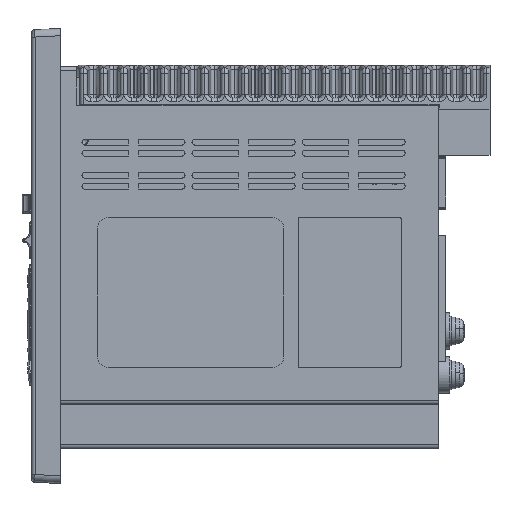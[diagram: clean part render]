
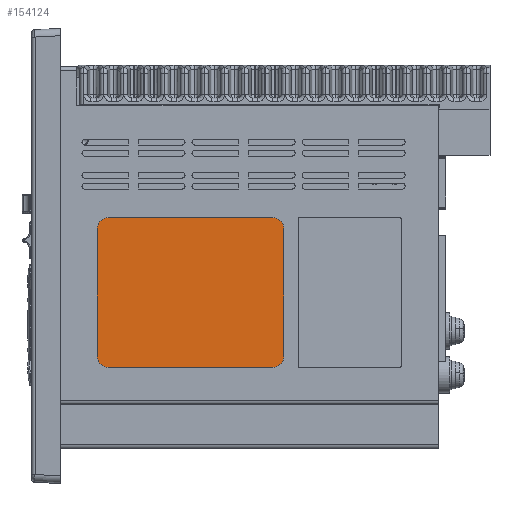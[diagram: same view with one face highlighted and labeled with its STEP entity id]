
A CAD part, top view. The second image highlights one B-rep face of the part: STEP entity #154124.
In plain terms, the highlighted planar face has unit normal (0, 0, 1).
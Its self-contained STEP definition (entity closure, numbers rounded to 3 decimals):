
#4213 = DIRECTION ( 'NONE',  ( 1., 0., 0. ) ) ;
#5587 = DIRECTION ( 'NONE',  ( 0., 0., -1. ) ) ;
#6762 = DIRECTION ( 'NONE',  ( 0., 0., -1. ) ) ;
#6985 = CARTESIAN_POINT ( 'NONE',  ( 68.75, 0., 0.7 ) ) ;
#7007 = VERTEX_POINT ( 'NONE', #131165 ) ;
#7196 = ORIENTED_EDGE ( 'NONE', *, *, #204903, .F. ) ;
#9084 = VERTEX_POINT ( 'NONE', #165335 ) ;
#9100 = LINE ( 'NONE', #60476, #176169 ) ;
#10286 = CARTESIAN_POINT ( 'NONE',  ( 20.95, -38.6, 0.7 ) ) ;
#10525 = CIRCLE ( 'NONE', #118847, 3. ) ;
#17010 = ORIENTED_EDGE ( 'NONE', *, *, #88802, .F. ) ;
#18536 = DIRECTION ( 'NONE',  ( 0., -1., 0. ) ) ;
#29756 = CIRCLE ( 'NONE', #110034, 3. ) ;
#31747 = VECTOR ( 'NONE', #39537, 1000. ) ;
#33438 = EDGE_LOOP ( 'NONE', ( #101567, #69959, #7196, #72526, #88548, #127005, #95462, #17010 ) ) ;
#39537 = DIRECTION ( 'NONE',  ( 1., 0., 0. ) ) ;
#46220 = DIRECTION ( 'NONE',  ( 1., 0., 0. ) ) ;
#54830 = LINE ( 'NONE', #116274, #168775 ) ;
#60476 = CARTESIAN_POINT ( 'NONE',  ( 0., -38.6, 0.7 ) ) ;
#61838 = PLANE ( 'NONE',  #202508 ) ;
#66030 = DIRECTION ( 'NONE',  ( 0., 0., -1. ) ) ;
#69959 = ORIENTED_EDGE ( 'NONE', *, *, #96213, .T. ) ;
#70462 = EDGE_CURVE ( 'NONE', #85134, #133805, #80594, .T. ) ;
#72202 = CARTESIAN_POINT ( 'NONE',  ( 0., -79.4, 0.7 ) ) ;
#72234 = VERTEX_POINT ( 'NONE', #172598 ) ;
#72425 = CARTESIAN_POINT ( 'NONE',  ( 68.75, -76.4, 0.7 ) ) ;
#72526 = ORIENTED_EDGE ( 'NONE', *, *, #102221, .T. ) ;
#80418 = AXIS2_PLACEMENT_3D ( 'NONE', #162901, #66030, #179148 ) ;
#80594 = CIRCLE ( 'NONE', #80418, 3. ) ;
#85134 = VERTEX_POINT ( 'NONE', #194703 ) ;
#88548 = ORIENTED_EDGE ( 'NONE', *, *, #206472, .F. ) ;
#88802 = EDGE_CURVE ( 'NONE', #133805, #72234, #9100, .T. ) ;
#95462 = ORIENTED_EDGE ( 'NONE', *, *, #136810, .F. ) ;
#96213 = EDGE_CURVE ( 'NONE', #85134, #9084, #54830, .T. ) ;
#100197 = EDGE_CURVE ( 'NONE', #175463, #173233, #169247, .T. ) ;
#101210 = DIRECTION ( 'NONE',  ( 0., 0., -1. ) ) ;
#101567 = ORIENTED_EDGE ( 'NONE', *, *, #70462, .F. ) ;
#102221 = EDGE_CURVE ( 'NONE', #7007, #184116, #188742, .T. ) ;
#102552 = CARTESIAN_POINT ( 'NONE',  ( 20.95, -76.4, 0.7 ) ) ;
#103756 = CARTESIAN_POINT ( 'NONE',  ( 65.75, -41.6, 0.7 ) ) ;
#109963 = CARTESIAN_POINT ( 'NONE',  ( 0., 0., 0.7 ) ) ;
#110034 = AXIS2_PLACEMENT_3D ( 'NONE', #198149, #101210, #4213 ) ;
#116274 = CARTESIAN_POINT ( 'NONE',  ( 17.95, 0., 0.7 ) ) ;
#118847 = AXIS2_PLACEMENT_3D ( 'NONE', #103756, #6762, #120039 ) ;
#118866 = DIRECTION ( 'NONE',  ( 1., 0., 0. ) ) ;
#120039 = DIRECTION ( 'NONE',  ( 1., 0., 0. ) ) ;
#120262 = DIRECTION ( 'NONE',  ( 0., -1., 0. ) ) ;
#126210 = VECTOR ( 'NONE', #120262, 1000. ) ;
#127005 = ORIENTED_EDGE ( 'NONE', *, *, #100197, .F. ) ;
#129089 = CIRCLE ( 'NONE', #184422, 3. ) ;
#131165 = CARTESIAN_POINT ( 'NONE',  ( 20.95, -79.4, 0.7 ) ) ;
#133805 = VERTEX_POINT ( 'NONE', #10286 ) ;
#135700 = CARTESIAN_POINT ( 'NONE',  ( 65.75, -79.4, 0.7 ) ) ;
#136810 = EDGE_CURVE ( 'NONE', #72234, #175463, #10525, .T. ) ;
#143183 = DIRECTION ( 'NONE',  ( 0., 0., 1. ) ) ;
#146530 = FACE_OUTER_BOUND ( 'NONE', #33438, .T. ) ;
#154124 = ADVANCED_FACE ( 'NONE', ( #146530 ), #61838, .T. ) ;
#157450 = DIRECTION ( 'NONE',  ( 1., 0., 0. ) ) ;
#162901 = CARTESIAN_POINT ( 'NONE',  ( 20.95, -41.6, 0.7 ) ) ;
#165335 = CARTESIAN_POINT ( 'NONE',  ( 17.95, -76.4, 0.7 ) ) ;
#168775 = VECTOR ( 'NONE', #18536, 1000. ) ;
#169247 = LINE ( 'NONE', #6985, #126210 ) ;
#172598 = CARTESIAN_POINT ( 'NONE',  ( 65.75, -38.6, 0.7 ) ) ;
#173233 = VERTEX_POINT ( 'NONE', #72425 ) ;
#175463 = VERTEX_POINT ( 'NONE', #190938 ) ;
#176169 = VECTOR ( 'NONE', #157450, 1000. ) ;
#179148 = DIRECTION ( 'NONE',  ( 1., 0., 0. ) ) ;
#184116 = VERTEX_POINT ( 'NONE', #135700 ) ;
#184422 = AXIS2_PLACEMENT_3D ( 'NONE', #102552, #5587, #118866 ) ;
#188742 = LINE ( 'NONE', #72202, #31747 ) ;
#190938 = CARTESIAN_POINT ( 'NONE',  ( 68.75, -41.6, 0.7 ) ) ;
#194703 = CARTESIAN_POINT ( 'NONE',  ( 17.95, -41.6, 0.7 ) ) ;
#198149 = CARTESIAN_POINT ( 'NONE',  ( 65.75, -76.4, 0.7 ) ) ;
#202508 = AXIS2_PLACEMENT_3D ( 'NONE', #109963, #143183, #46220 ) ;
#204903 = EDGE_CURVE ( 'NONE', #7007, #9084, #129089, .T. ) ;
#206472 = EDGE_CURVE ( 'NONE', #173233, #184116, #29756, .T. ) ;
